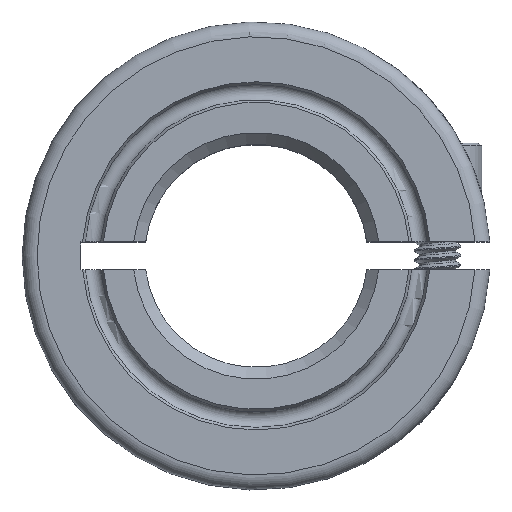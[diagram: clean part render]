
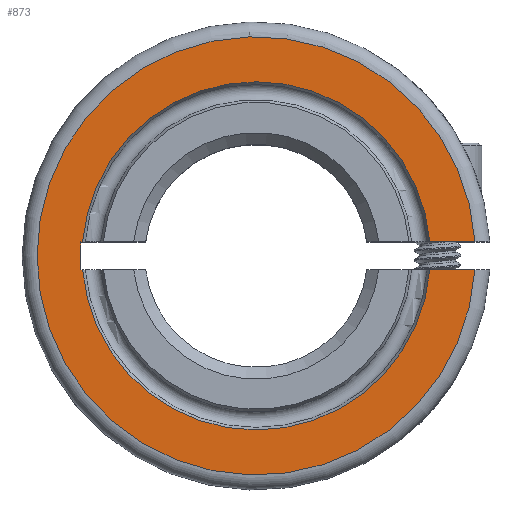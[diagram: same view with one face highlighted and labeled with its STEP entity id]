
A CAD part, top view. The second image highlights one B-rep face of the part: STEP entity #873.
In plain terms, the highlighted planar face has unit normal (0, 0, 1).
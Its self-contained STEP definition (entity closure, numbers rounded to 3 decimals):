
#40=PLANE('',#941);
#62=LINE('',#9780,#117);
#76=LINE('',#9877,#131);
#98=LINE('',#9977,#153);
#99=LINE('',#9979,#154);
#100=LINE('',#9981,#155);
#117=VECTOR('',#1015,1.93);
#131=VECTOR('',#1043,1.93);
#153=VECTOR('',#1119,0.084);
#154=VECTOR('',#1120,1.194);
#155=VECTOR('',#1121,0.084);
#217=CIRCLE('',#940,9.365);
#218=CIRCLE('',#942,7.44);
#219=CIRCLE('',#943,7.44);
#263=FACE_OUTER_BOUND('',#324,.T.);
#324=EDGE_LOOP('',(#746,#747,#748,#749,#750,#751,#752,#753));
#401=VERTEX_POINT('',#9777);
#402=VERTEX_POINT('',#9779);
#423=VERTEX_POINT('',#9874);
#424=VERTEX_POINT('',#9876);
#443=VERTEX_POINT('',#9974);
#444=VERTEX_POINT('',#9976);
#445=VERTEX_POINT('',#9978);
#446=VERTEX_POINT('',#9980);
#495=EDGE_CURVE('',#402,#401,#62,.T.);
#519=EDGE_CURVE('',#424,#423,#76,.T.);
#550=EDGE_CURVE('',#401,#424,#217,.T.);
#551=EDGE_CURVE('',#423,#443,#218,.T.);
#552=EDGE_CURVE('',#443,#444,#98,.T.);
#553=EDGE_CURVE('',#444,#445,#99,.T.);
#554=EDGE_CURVE('',#445,#446,#100,.T.);
#555=EDGE_CURVE('',#446,#402,#219,.T.);
#746=ORIENTED_EDGE('',*,*,#495,.T.);
#747=ORIENTED_EDGE('',*,*,#550,.T.);
#748=ORIENTED_EDGE('',*,*,#519,.T.);
#749=ORIENTED_EDGE('',*,*,#551,.T.);
#750=ORIENTED_EDGE('',*,*,#552,.T.);
#751=ORIENTED_EDGE('',*,*,#553,.T.);
#752=ORIENTED_EDGE('',*,*,#554,.T.);
#753=ORIENTED_EDGE('',*,*,#555,.T.);
#873=ADVANCED_FACE('',(#263),#40,.T.);
#940=AXIS2_PLACEMENT_3D('',#9972,#1113,#1114);
#941=AXIS2_PLACEMENT_3D('',#9973,#1115,#1116);
#942=AXIS2_PLACEMENT_3D('',#9975,#1117,#1118);
#943=AXIS2_PLACEMENT_3D('',#9982,#1122,#1123);
#1015=DIRECTION('',(1.,0.,0.));
#1043=DIRECTION('',(-1.,0.,0.));
#1113=DIRECTION('center_axis',(0.,0.,1.));
#1114=DIRECTION('ref_axis',(-1.,0.,0.));
#1115=DIRECTION('center_axis',(0.,0.,1.));
#1116=DIRECTION('ref_axis',(1.,0.,0.));
#1117=DIRECTION('center_axis',(0.,0.,-1.));
#1118=DIRECTION('ref_axis',(0.997,-0.08,0.));
#1119=DIRECTION('',(-1.,0.,0.));
#1120=DIRECTION('',(0.,1.,0.));
#1121=DIRECTION('',(1.,0.,0.));
#1122=DIRECTION('center_axis',(0.,0.,-1.));
#1123=DIRECTION('ref_axis',(-0.997,0.08,0.));
#9777=CARTESIAN_POINT('',(19.878,38.487,70.383));
#9779=CARTESIAN_POINT('',(17.948,38.487,70.383));
#9780=CARTESIAN_POINT('',(17.948,38.487,70.383));
#9874=CARTESIAN_POINT('',(17.948,37.294,70.383));
#9876=CARTESIAN_POINT('',(19.878,37.294,70.383));
#9877=CARTESIAN_POINT('',(15.532,37.294,70.383));
#9972=CARTESIAN_POINT('Origin',(10.532,37.891,70.383));
#9973=CARTESIAN_POINT('Origin',(10.532,37.891,70.383));
#9974=CARTESIAN_POINT('',(3.116,37.294,70.383));
#9975=CARTESIAN_POINT('Origin',(10.532,37.891,70.383));
#9976=CARTESIAN_POINT('',(3.032,37.294,70.383));
#9977=CARTESIAN_POINT('',(3.116,37.294,70.383));
#9978=CARTESIAN_POINT('',(3.032,38.487,70.383));
#9979=CARTESIAN_POINT('',(3.032,37.294,70.383));
#9980=CARTESIAN_POINT('',(3.116,38.487,70.383));
#9981=CARTESIAN_POINT('',(3.032,38.487,70.383));
#9982=CARTESIAN_POINT('Origin',(10.532,37.891,70.383));
